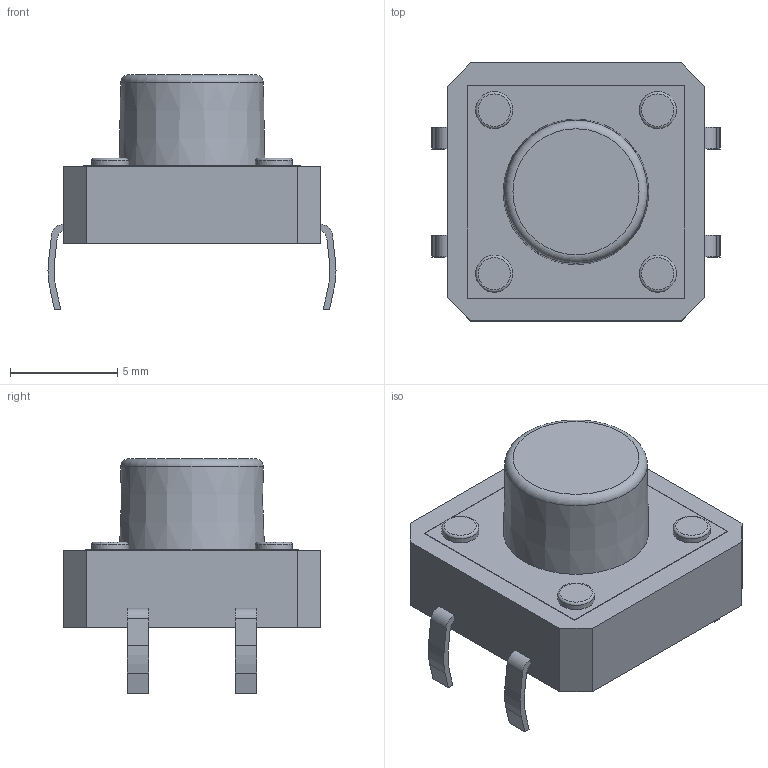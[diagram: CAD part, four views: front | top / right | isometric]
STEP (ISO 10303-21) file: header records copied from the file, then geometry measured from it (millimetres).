
FILE_DESCRIPTION(/* description */ ('Unknown'),/* implementation_level */ '2;1');
FILE_NAME(/* name */ 'Tactal Switch - THRU(12mmx12mmx8mm)-Yellow',/* time_stamp */ '2018-10-29T23:51:58-04:00',/* author */ ('Unknown'),/* organization */ ('Unknown'),/* preprocessor_version */ 'ST-DEVELOPER v16.7',/* originating_system */ 'DEX',/* authorisation */ $);
FILE_SCHEMA (('AUTOMOTIVE_DESIGN {1 0 10303 214 3 1 1}'));
Length unit declared in the file: millimetre
Products named in the file (1): Tactal Switch - THRU(12mmx12mmx8mm)-Color
Bounding box: 13.42 x 12.01 x 10.92 mm (x, y, z)
Volume: 670.7 mm3; surface area: 616.7 mm2
Topology: 1 solids, 21 shells, 246 faces, 577 edges, 383 vertices
Faces by surface type: plane 181, bspline 39, cylinder 20, torus 5, cone 1
Full cylindrical faces by diameter (mm): 1.727 x4
Entity records: 10097 total; most frequent: CARTESIAN_POINT 3346, ORIENTED_EDGE 1126, DIRECTION 762, EDGE_CURVE 563, VERTEX_POINT 383, EDGE_LOOP 282, FACE_BOUND 282, B_SPLINE_CURVE_WITH_KNOTS 264
